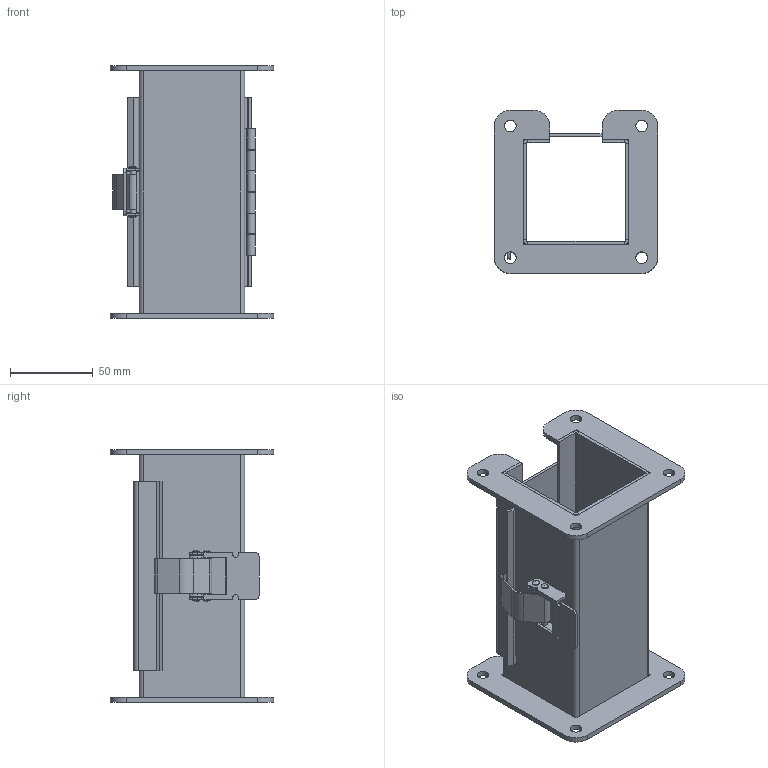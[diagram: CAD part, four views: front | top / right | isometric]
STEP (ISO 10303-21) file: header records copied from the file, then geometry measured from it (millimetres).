
FILE_DESCRIPTION(/* description */ ('LJWN, BKP,CS, 2.5X2.5X6'),/* implementation_level */ '2;1');
FILE_NAME(/* name */ 'LJWN226.stp',/* time_stamp */ '2017-11-14T13:13:51+06:00',/* author */ ('vdas'),/* organization */ (''),/* preprocessor_version */ 'ST-DEVELOPER v16.1',/* originating_system */ 'Autodesk Inventor 2016',/* authorisation */ '');
FILE_SCHEMA (('AUTOMOTIVE_DESIGN { 1 0 10303 214 3 1 1 }'));
Length unit declared in the file: inch
Products named in the file (14): LJWN226BKP; LJW2RINGP; LJWN226LID; 328119LH; 328119P; 328119TH; 328119; PART1; PART2; PART3; PART4; PART5; 35011; LJWN226
Assembly tree (14 placements, depth 3):
  LJWN226
    LJWN226BKP
    LJW2RINGP  x2
    LJWN226LID
    328119
      328119LH
      328119P
      328119TH
    35011
      PART1
      PART2
      PART3
      PART4
      PART5
Bounding box: 98.42 x 98.42 x 152.4 mm (x, y, z)
Volume: 121450.9 mm3; surface area: 128681.2 mm2
Topology: 12 solids, 12 shells, 259 faces, 649 edges, 414 vertices
Faces by surface type: plane 167, cylinder 88, bspline 4
Full cylindrical faces by diameter (mm): 2.54 x1, 2.957 x6, 3.454 x2, 3.946 x6, 4.286 x4, 7.144 x8
Entity records: 7320 total; most frequent: CARTESIAN_POINT 1293, DIRECTION 1224, ORIENTED_EDGE 1104, EDGE_CURVE 552, AXIS2_PLACEMENT_3D 417, LINE 390, VECTOR 390, VERTEX_POINT 366
